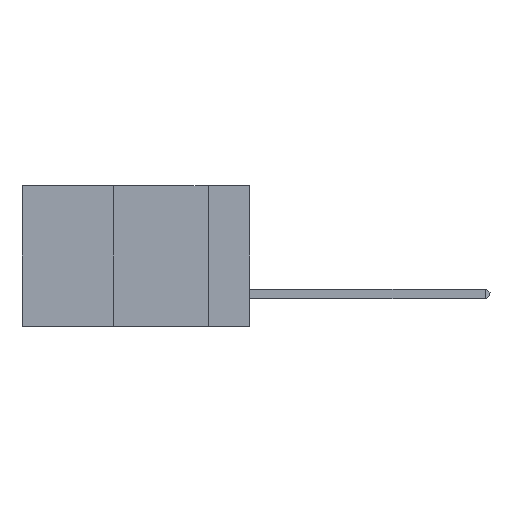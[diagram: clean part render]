
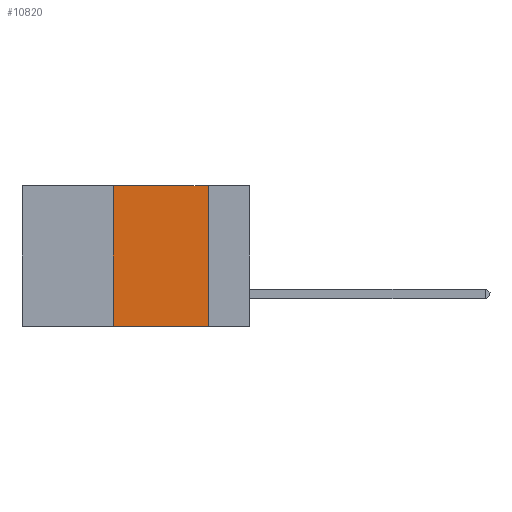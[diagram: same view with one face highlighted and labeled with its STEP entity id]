
A CAD part, left-side view. The second image highlights one B-rep face of the part: STEP entity #10820.
In plain terms, the highlighted planar face has unit normal (-1, 0, 0).
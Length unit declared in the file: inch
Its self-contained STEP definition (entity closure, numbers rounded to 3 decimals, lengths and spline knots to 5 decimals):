
#28 = VECTOR ( 'NONE', #8494, 39.37008 ) ;
#260 = VERTEX_POINT ( 'NONE', #3487 ) ;
#264 = CARTESIAN_POINT ( 'NONE',  ( 0., 0.11, 0. ) ) ;
#383 = VERTEX_POINT ( 'NONE', #7913 ) ;
#570 = CARTESIAN_POINT ( 'NONE',  ( 0., 0.36, -0.37 ) ) ;
#1065 = EDGE_CURVE ( 'NONE', #4946, #8239, #9301, .T. ) ;
#1676 = ORIENTED_EDGE ( 'NONE', *, *, #8824, .F. ) ;
#1910 = LINE ( 'NONE', #264, #7930 ) ;
#1974 = ORIENTED_EDGE ( 'NONE', *, *, #1065, .T. ) ;
#2101 = VECTOR ( 'NONE', #4249, 39.37008 ) ;
#2189 = CARTESIAN_POINT ( 'NONE',  ( 0., 0.6, 0. ) ) ;
#3487 = CARTESIAN_POINT ( 'NONE',  ( 0., 0.36, 0. ) ) ;
#4026 = ORIENTED_EDGE ( 'NONE', *, *, #5689, .F. ) ;
#4141 = CARTESIAN_POINT ( 'NONE',  ( 0., 0.11, -0.37 ) ) ;
#4249 = DIRECTION ( 'NONE',  ( 0., -1., 0. ) ) ;
#4612 = DIRECTION ( 'NONE',  ( 0., 0., -1. ) ) ;
#4671 = DIRECTION ( 'NONE',  ( 0., 0., -1. ) ) ;
#4946 = VERTEX_POINT ( 'NONE', #570 ) ;
#5689 = EDGE_CURVE ( 'NONE', #383, #8239, #1910, .T. ) ;
#5888 = CARTESIAN_POINT ( 'NONE',  ( 0., 0.36, 0. ) ) ;
#5899 = CARTESIAN_POINT ( 'NONE',  ( 0., 0.6, -0.37 ) ) ;
#6477 = FACE_OUTER_BOUND ( 'NONE', #9845, .T. ) ;
#6745 = LINE ( 'NONE', #5888, #28 ) ;
#6867 = VECTOR ( 'NONE', #8066, 39.37008 ) ;
#7111 = CARTESIAN_POINT ( 'NONE',  ( 0., 0.6, 0. ) ) ;
#7156 = LINE ( 'NONE', #7111, #6867 ) ;
#7343 = EDGE_CURVE ( 'NONE', #260, #383, #7156, .T. ) ;
#7913 = CARTESIAN_POINT ( 'NONE',  ( 0., 0.11, 0. ) ) ;
#7930 = VECTOR ( 'NONE', #4612, 39.37008 ) ;
#8066 = DIRECTION ( 'NONE',  ( 0., -1., 0. ) ) ;
#8184 = ORIENTED_EDGE ( 'NONE', *, *, #7343, .F. ) ;
#8239 = VERTEX_POINT ( 'NONE', #4141 ) ;
#8490 = AXIS2_PLACEMENT_3D ( 'NONE', #2189, #8818, #4671 ) ;
#8494 = DIRECTION ( 'NONE',  ( 0., 0., 1. ) ) ;
#8818 = DIRECTION ( 'NONE',  ( 1., 0., 0. ) ) ;
#8824 = EDGE_CURVE ( 'NONE', #4946, #260, #6745, .T. ) ;
#9301 = LINE ( 'NONE', #5899, #2101 ) ;
#9845 = EDGE_LOOP ( 'NONE', ( #4026, #8184, #1676, #1974 ) ) ;
#9946 = PLANE ( 'NONE',  #8490 ) ;
#10820 = ADVANCED_FACE ( 'NONE', ( #6477 ), #9946, .F. ) ;
